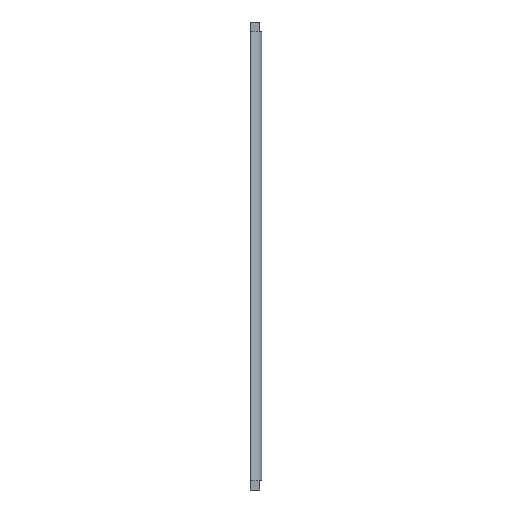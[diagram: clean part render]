
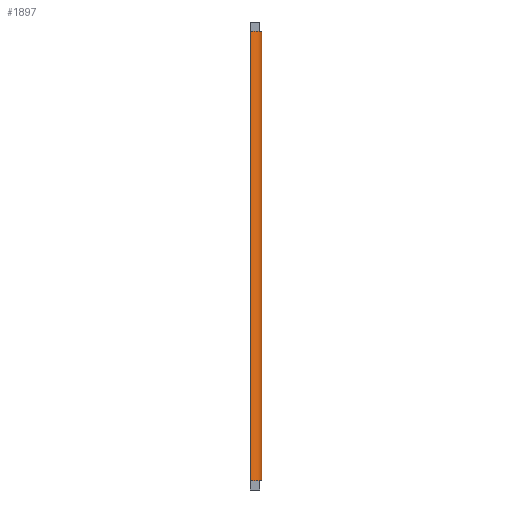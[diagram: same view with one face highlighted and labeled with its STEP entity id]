
A CAD part, front view. The second image highlights one B-rep face of the part: STEP entity #1897.
In plain terms, the highlighted cylindrical face has radius 6.35 mm (diameter 12.7 mm), a partial arc.
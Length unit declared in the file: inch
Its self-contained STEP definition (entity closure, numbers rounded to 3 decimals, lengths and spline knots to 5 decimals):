
#2 = EDGE_CURVE ( 'NONE', #1789, #1738, #1117, .T. ) ;
#88 = DIRECTION ( 'NONE',  ( 0., 0., 1. ) ) ;
#93 = CARTESIAN_POINT ( 'NONE',  ( 14.75, -3., -0.2 ) ) ;
#138 = CARTESIAN_POINT ( 'NONE',  ( 14.75, -2.75, 0. ) ) ;
#255 = CARTESIAN_POINT ( 'NONE',  ( 15., -2.75, 0. ) ) ;
#303 = DIRECTION ( 'NONE',  ( 0., 0., 1. ) ) ;
#315 = CARTESIAN_POINT ( 'NONE',  ( 15., -2.75, -0.2 ) ) ;
#348 = EDGE_CURVE ( 'NONE', #1738, #1335, #1460, .T. ) ;
#360 = EDGE_CURVE ( 'NONE', #1335, #1494, #1638, .T. ) ;
#399 = AXIS2_PLACEMENT_3D ( 'NONE', #477, #303, #2113 ) ;
#405 = VECTOR ( 'NONE', #1051, 39.37008 ) ;
#459 = AXIS2_PLACEMENT_3D ( 'NONE', #2053, #88, #1069 ) ;
#474 = EDGE_LOOP ( 'NONE', ( #1028, #1219, #947, #839 ) ) ;
#477 = CARTESIAN_POINT ( 'NONE',  ( 14.75, -2.75, 9.5 ) ) ;
#589 = CYLINDRICAL_SURFACE ( 'NONE', #459, 0.25 ) ;
#810 = VECTOR ( 'NONE', #1155, 39.37008 ) ;
#839 = ORIENTED_EDGE ( 'NONE', *, *, #1014, .F. ) ;
#947 = ORIENTED_EDGE ( 'NONE', *, *, #2, .F. ) ;
#977 = CARTESIAN_POINT ( 'NONE',  ( 14.75, -3., 0. ) ) ;
#1010 = CARTESIAN_POINT ( 'NONE',  ( 14.75, -3., 9.5 ) ) ;
#1014 = EDGE_CURVE ( 'NONE', #1494, #1789, #1211, .T. ) ;
#1028 = ORIENTED_EDGE ( 'NONE', *, *, #360, .F. ) ;
#1051 = DIRECTION ( 'NONE',  ( 0., 0., 1. ) ) ;
#1069 = DIRECTION ( 'NONE',  ( 1., 0., 0. ) ) ;
#1117 = CIRCLE ( 'NONE', #399, 0.25 ) ;
#1155 = DIRECTION ( 'NONE',  ( 0., 0., -1. ) ) ;
#1211 = LINE ( 'NONE', #93, #405 ) ;
#1219 = ORIENTED_EDGE ( 'NONE', *, *, #348, .F. ) ;
#1302 = DIRECTION ( 'NONE',  ( 0., 1., 0. ) ) ;
#1335 = VERTEX_POINT ( 'NONE', #255 ) ;
#1460 = LINE ( 'NONE', #315, #810 ) ;
#1494 = VERTEX_POINT ( 'NONE', #977 ) ;
#1638 = CIRCLE ( 'NONE', #2083, 0.25 ) ;
#1724 = CARTESIAN_POINT ( 'NONE',  ( 15., -2.75, 9.5 ) ) ;
#1738 = VERTEX_POINT ( 'NONE', #1724 ) ;
#1789 = VERTEX_POINT ( 'NONE', #1010 ) ;
#1880 = FACE_OUTER_BOUND ( 'NONE', #474, .T. ) ;
#1897 = ADVANCED_FACE ( 'NONE', ( #1880 ), #589, .T. ) ;
#1957 = DIRECTION ( 'NONE',  ( 0., 0., -1. ) ) ;
#2053 = CARTESIAN_POINT ( 'NONE',  ( 14.75, -2.75, -0.2 ) ) ;
#2083 = AXIS2_PLACEMENT_3D ( 'NONE', #138, #1957, #1302 ) ;
#2113 = DIRECTION ( 'NONE',  ( -1., 0., 0. ) ) ;
